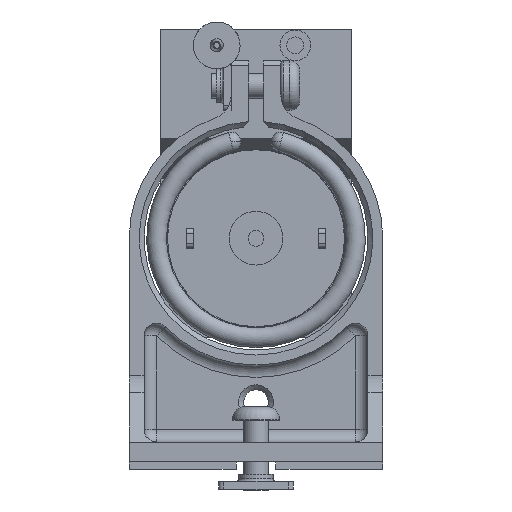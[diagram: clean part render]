
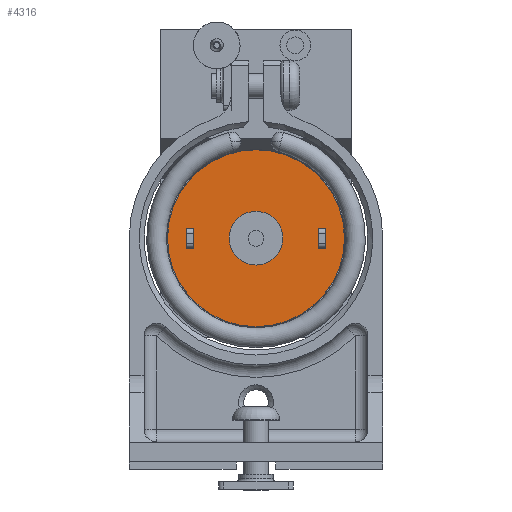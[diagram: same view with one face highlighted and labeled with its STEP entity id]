
A CAD part, front view. The second image highlights one B-rep face of the part: STEP entity #4316.
In plain terms, the highlighted face is planar.
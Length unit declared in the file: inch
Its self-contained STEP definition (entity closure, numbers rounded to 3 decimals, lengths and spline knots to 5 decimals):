
#1110=VECTOR('',#5130,1.);
#1114=VECTOR('',#5141,1.);
#1116=VECTOR('',#5144,1.);
#1121=VECTOR('',#5158,1.);
#1147=VECTOR('',#5251,1.);
#1148=VECTOR('',#5253,1.);
#1151=VECTOR('',#5257,1.);
#1152=VECTOR('',#5259,1.);
#1397=LINE('',#6273,#1110);
#1401=LINE('',#6285,#1114);
#1403=LINE('',#6289,#1116);
#1408=LINE('',#6306,#1121);
#1434=LINE('',#6404,#1147);
#1435=LINE('',#6406,#1148);
#1438=LINE('',#6412,#1151);
#1439=LINE('',#6414,#1152);
#1630=PLANE('',#4597);
#1820=VERTEX_POINT('',#6272);
#1821=VERTEX_POINT('',#6274);
#1824=VERTEX_POINT('',#6284);
#1825=VERTEX_POINT('',#6286);
#1832=VERTEX_POINT('',#6305);
#1833=VERTEX_POINT('',#6307);
#1854=VERTEX_POINT('',#6367);
#1865=VERTEX_POINT('',#6407);
#1866=VERTEX_POINT('',#6411);
#1868=VERTEX_POINT('',#6419);
#2097=CIRCLE('',#4576,1.78);
#2103=CIRCLE('',#4595,0.54);
#2384=EDGE_CURVE('',#1821,#1820,#1397,.T.);
#2390=EDGE_CURVE('',#1825,#1824,#1401,.T.);
#2392=EDGE_CURVE('',#1824,#1821,#1403,.T.);
#2400=EDGE_CURVE('',#1833,#1832,#1408,.T.);
#2426=EDGE_CURVE('',#1854,#1854,#2097,.T.);
#2444=EDGE_CURVE('',#1820,#1825,#1434,.T.);
#2445=EDGE_CURVE('',#1865,#1833,#1435,.T.);
#2448=EDGE_CURVE('',#1832,#1866,#1438,.T.);
#2449=EDGE_CURVE('',#1866,#1865,#1439,.T.);
#2451=EDGE_CURVE('',#1868,#1868,#2103,.T.);
#3163=ORIENTED_EDGE('',*,*,#2392,.T.);
#3164=ORIENTED_EDGE('',*,*,#2384,.T.);
#3165=ORIENTED_EDGE('',*,*,#2444,.T.);
#3166=ORIENTED_EDGE('',*,*,#2390,.T.);
#3167=ORIENTED_EDGE('',*,*,#2445,.T.);
#3168=ORIENTED_EDGE('',*,*,#2400,.T.);
#3169=ORIENTED_EDGE('',*,*,#2448,.T.);
#3170=ORIENTED_EDGE('',*,*,#2449,.T.);
#3171=ORIENTED_EDGE('',*,*,#2451,.T.);
#3172=ORIENTED_EDGE('',*,*,#2426,.F.);
#3792=EDGE_LOOP('',(#3163,#3164,#3165,#3166));
#3793=EDGE_LOOP('',(#3167,#3168,#3169,#3170));
#3794=EDGE_LOOP('',(#3171));
#3795=EDGE_LOOP('',(#3172));
#4066=FACE_BOUND('',#3792,.T.);
#4067=FACE_BOUND('',#3793,.T.);
#4068=FACE_BOUND('',#3794,.T.);
#4069=FACE_BOUND('',#3795,.T.);
#4316=ADVANCED_FACE('',(#4066,#4067,#4068,#4069),#1630,.T.);
#4576=AXIS2_PLACEMENT_3D('',#6366,#5217,#5218);
#4595=AXIS2_PLACEMENT_3D('',#6418,#5264,#5265);
#4597=AXIS2_PLACEMENT_3D('',#6421,#5267,$);
#5130=DIRECTION('',(0.,1.,0.));
#5141=DIRECTION('',(0.,-1.,0.));
#5144=DIRECTION('',(-1.,0.,0.));
#5158=DIRECTION('',(0.,-1.,0.));
#5217=DIRECTION('',(0.,0.,-1.));
#5218=DIRECTION('',(1.78,0.,0.));
#5251=DIRECTION('',(1.,0.,0.));
#5253=DIRECTION('',(1.,0.,0.));
#5257=DIRECTION('',(-1.,0.,0.));
#5259=DIRECTION('',(0.,1.,0.));
#5264=DIRECTION('',(0.,0.,-1.));
#5265=DIRECTION('',(0.54,0.,0.));
#5267=DIRECTION('',(0.,0.,1.));
#6272=CARTESIAN_POINT('',(1.25,0.2,5.8));
#6273=CARTESIAN_POINT('',(1.25,0.,5.8));
#6274=CARTESIAN_POINT('',(1.25,-0.2,5.8));
#6284=CARTESIAN_POINT('',(1.4,-0.2,5.8));
#6285=CARTESIAN_POINT('',(1.4,0.,5.8));
#6286=CARTESIAN_POINT('',(1.4,0.2,5.8));
#6289=CARTESIAN_POINT('',(0.6625,-0.2,5.8));
#6305=CARTESIAN_POINT('',(-1.25,-0.2,5.8));
#6306=CARTESIAN_POINT('',(-1.25,0.,5.8));
#6307=CARTESIAN_POINT('',(-1.25,0.2,5.8));
#6366=CARTESIAN_POINT('',(0.,0.,5.8));
#6367=CARTESIAN_POINT('',(1.78,0.,5.8));
#6404=CARTESIAN_POINT('',(0.6625,0.2,5.8));
#6406=CARTESIAN_POINT('',(-0.6625,0.2,5.8));
#6407=CARTESIAN_POINT('',(-1.4,0.2,5.8));
#6411=CARTESIAN_POINT('',(-1.4,-0.2,5.8));
#6412=CARTESIAN_POINT('',(-0.6625,-0.2,5.8));
#6414=CARTESIAN_POINT('',(-1.4,0.,5.8));
#6418=CARTESIAN_POINT('',(0.,0.,5.8));
#6419=CARTESIAN_POINT('',(0.54,0.,5.8));
#6421=CARTESIAN_POINT('',(0.,0.,5.8));
